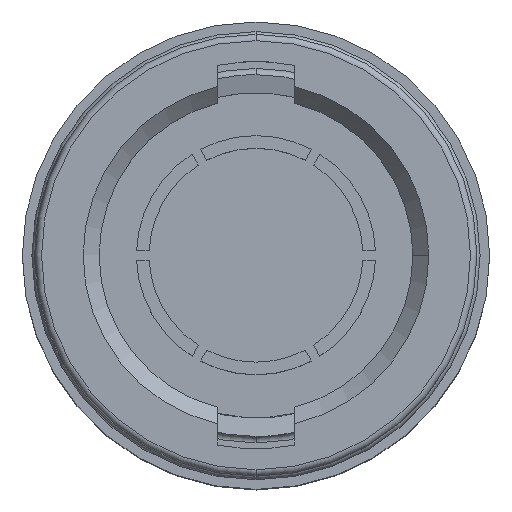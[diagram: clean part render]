
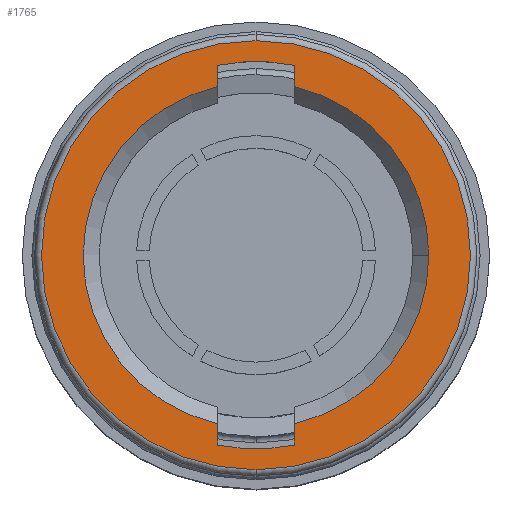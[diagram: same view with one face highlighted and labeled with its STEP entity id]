
A CAD part, top view. The second image highlights one B-rep face of the part: STEP entity #1765.
In plain terms, the highlighted planar face has unit normal (0, 0, 1).
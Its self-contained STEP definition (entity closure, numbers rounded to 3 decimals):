
#46 = CARTESIAN_POINT ( 'NONE',  ( -1.2, -4.751, 0. ) ) ;
#193 = DIRECTION ( 'NONE',  ( 0., 1., 0. ) ) ;
#215 = ORIENTED_EDGE ( 'NONE', *, *, #8279, .F. ) ;
#310 = LINE ( 'NONE', #46, #8546 ) ;
#339 = EDGE_LOOP ( 'NONE', ( #10417, #7958, #1336, #215, #8476, #3459, #3003, #10524, #8345 ) ) ;
#422 = VERTEX_POINT ( 'NONE', #8676 ) ;
#540 = EDGE_CURVE ( 'NONE', #6522, #422, #9501, .T. ) ;
#720 = AXIS2_PLACEMENT_3D ( 'NONE', #6325, #1373, #7161 ) ;
#1008 = CARTESIAN_POINT ( 'NONE',  ( -1.2, 5.93, 0. ) ) ;
#1336 = ORIENTED_EDGE ( 'NONE', *, *, #7554, .F. ) ;
#1373 = DIRECTION ( 'NONE',  ( 0., 0., 1. ) ) ;
#1765 = ADVANCED_FACE ( 'NONE', ( #7015, #4815 ), #5621, .F. ) ;
#1825 = CIRCLE ( 'NONE', #7348, 5.4 ) ;
#1943 = EDGE_CURVE ( 'NONE', #3433, #6386, #1825, .T. ) ;
#2144 = EDGE_CURVE ( 'NONE', #6386, #6522, #310, .T. ) ;
#2195 = CARTESIAN_POINT ( 'NONE',  ( 5.4, 0., 0. ) ) ;
#2295 = CARTESIAN_POINT ( 'NONE',  ( 1.2, 5.93, 0. ) ) ;
#2453 = VERTEX_POINT ( 'NONE', #10192 ) ;
#2478 = DIRECTION ( 'NONE',  ( 0., 1., 0. ) ) ;
#2556 = AXIS2_PLACEMENT_3D ( 'NONE', #2927, #8700, #3751 ) ;
#2599 = CARTESIAN_POINT ( 'NONE',  ( -1.2, 5.265, 0. ) ) ;
#2601 = CIRCLE ( 'NONE', #720, 6.7 ) ;
#2616 = EDGE_CURVE ( 'NONE', #9623, #2799, #4031, .T. ) ;
#2617 = AXIS2_PLACEMENT_3D ( 'NONE', #3847, #7294, #7254 ) ;
#2683 = VERTEX_POINT ( 'NONE', #6655 ) ;
#2776 = VERTEX_POINT ( 'NONE', #8429 ) ;
#2799 = VERTEX_POINT ( 'NONE', #1008 ) ;
#2818 = VECTOR ( 'NONE', #2478, 1000. ) ;
#2826 = ORIENTED_EDGE ( 'NONE', *, *, #5810, .T. ) ;
#2888 = AXIS2_PLACEMENT_3D ( 'NONE', #5576, #10557, #9751 ) ;
#2927 = CARTESIAN_POINT ( 'NONE',  ( 0., 0., 0. ) ) ;
#2986 = DIRECTION ( 'NONE',  ( 0., 0., 1. ) ) ;
#3003 = ORIENTED_EDGE ( 'NONE', *, *, #2144, .F. ) ;
#3152 = ORIENTED_EDGE ( 'NONE', *, *, #3962, .T. ) ;
#3160 = CARTESIAN_POINT ( 'NONE',  ( 0., 0., 0. ) ) ;
#3433 = VERTEX_POINT ( 'NONE', #2599 ) ;
#3459 = ORIENTED_EDGE ( 'NONE', *, *, #540, .F. ) ;
#3517 = CARTESIAN_POINT ( 'NONE',  ( -1.2, -5.265, 0. ) ) ;
#3751 = DIRECTION ( 'NONE',  ( 1., 0., 0. ) ) ;
#3791 = DIRECTION ( 'NONE',  ( 0., 0., 1. ) ) ;
#3847 = CARTESIAN_POINT ( 'NONE',  ( 0., 0., 0. ) ) ;
#3962 = EDGE_CURVE ( 'NONE', #9240, #2453, #2601, .T. ) ;
#3996 = DIRECTION ( 'NONE',  ( -1., 0., 0. ) ) ;
#4031 = CIRCLE ( 'NONE', #6359, 6.05 ) ;
#4343 = AXIS2_PLACEMENT_3D ( 'NONE', #4763, #10559, #5578 ) ;
#4545 = CARTESIAN_POINT ( 'NONE',  ( -1.2, -5.93, 0. ) ) ;
#4605 = CIRCLE ( 'NONE', #4343, 5.4 ) ;
#4763 = CARTESIAN_POINT ( 'NONE',  ( 0., 0., 0. ) ) ;
#4815 = FACE_BOUND ( 'NONE', #339, .T. ) ;
#5007 = VECTOR ( 'NONE', #6322, 1000. ) ;
#5025 = LINE ( 'NONE', #8244, #2818 ) ;
#5576 = CARTESIAN_POINT ( 'NONE',  ( 0., 0., 0. ) ) ;
#5578 = DIRECTION ( 'NONE',  ( 1., 0., 0. ) ) ;
#5621 = PLANE ( 'NONE',  #2888 ) ;
#5698 = EDGE_CURVE ( 'NONE', #2776, #9623, #10322, .T. ) ;
#5758 = DIRECTION ( 'NONE',  ( 0., -1., 0. ) ) ;
#5810 = EDGE_CURVE ( 'NONE', #2453, #9240, #9539, .T. ) ;
#5928 = VERTEX_POINT ( 'NONE', #2195 ) ;
#6322 = DIRECTION ( 'NONE',  ( 0., -1., 0. ) ) ;
#6325 = CARTESIAN_POINT ( 'NONE',  ( 0., 0., 0. ) ) ;
#6359 = AXIS2_PLACEMENT_3D ( 'NONE', #3160, #8935, #3996 ) ;
#6386 = VERTEX_POINT ( 'NONE', #3517 ) ;
#6522 = VERTEX_POINT ( 'NONE', #4545 ) ;
#6655 = CARTESIAN_POINT ( 'NONE',  ( 1.2, -5.265, 0. ) ) ;
#6848 = CIRCLE ( 'NONE', #2556, 5.4 ) ;
#7015 = FACE_OUTER_BOUND ( 'NONE', #10257, .T. ) ;
#7161 = DIRECTION ( 'NONE',  ( 0., 1., 0. ) ) ;
#7191 = LINE ( 'NONE', #9609, #5007 ) ;
#7254 = DIRECTION ( 'NONE',  ( 1., 0., 0. ) ) ;
#7294 = DIRECTION ( 'NONE',  ( 0., 0., 1. ) ) ;
#7317 = AXIS2_PLACEMENT_3D ( 'NONE', #8739, #3791, #9580 ) ;
#7348 = AXIS2_PLACEMENT_3D ( 'NONE', #7922, #2986, #8766 ) ;
#7554 = EDGE_CURVE ( 'NONE', #5928, #2776, #6848, .T. ) ;
#7870 = EDGE_CURVE ( 'NONE', #422, #2683, #5025, .T. ) ;
#7922 = CARTESIAN_POINT ( 'NONE',  ( 0., 0., 0. ) ) ;
#7958 = ORIENTED_EDGE ( 'NONE', *, *, #5698, .F. ) ;
#8121 = VECTOR ( 'NONE', #193, 1000. ) ;
#8244 = CARTESIAN_POINT ( 'NONE',  ( 1.2, -4.751, 0. ) ) ;
#8279 = EDGE_CURVE ( 'NONE', #2683, #5928, #4605, .T. ) ;
#8345 = ORIENTED_EDGE ( 'NONE', *, *, #9353, .F. ) ;
#8429 = CARTESIAN_POINT ( 'NONE',  ( 1.2, 5.265, 0. ) ) ;
#8476 = ORIENTED_EDGE ( 'NONE', *, *, #7870, .F. ) ;
#8546 = VECTOR ( 'NONE', #5758, 1000. ) ;
#8676 = CARTESIAN_POINT ( 'NONE',  ( 1.2, -5.93, 0. ) ) ;
#8700 = DIRECTION ( 'NONE',  ( 0., 0., 1. ) ) ;
#8739 = CARTESIAN_POINT ( 'NONE',  ( 0., 0., 0. ) ) ;
#8766 = DIRECTION ( 'NONE',  ( 1., 0., 0. ) ) ;
#8935 = DIRECTION ( 'NONE',  ( 0., 0., 1. ) ) ;
#9240 = VERTEX_POINT ( 'NONE', #10305 ) ;
#9353 = EDGE_CURVE ( 'NONE', #2799, #3433, #7191, .T. ) ;
#9501 = CIRCLE ( 'NONE', #2617, 6.05 ) ;
#9539 = CIRCLE ( 'NONE', #7317, 6.7 ) ;
#9580 = DIRECTION ( 'NONE',  ( 0., 1., 0. ) ) ;
#9609 = CARTESIAN_POINT ( 'NONE',  ( -1.2, 4.751, 0. ) ) ;
#9623 = VERTEX_POINT ( 'NONE', #2295 ) ;
#9751 = DIRECTION ( 'NONE',  ( 0., 1., 0. ) ) ;
#10075 = CARTESIAN_POINT ( 'NONE',  ( 1.2, 4.751, 0. ) ) ;
#10192 = CARTESIAN_POINT ( 'NONE',  ( 0., 6.7, 0. ) ) ;
#10257 = EDGE_LOOP ( 'NONE', ( #2826, #3152 ) ) ;
#10305 = CARTESIAN_POINT ( 'NONE',  ( 0., -6.7, 0. ) ) ;
#10322 = LINE ( 'NONE', #10075, #8121 ) ;
#10417 = ORIENTED_EDGE ( 'NONE', *, *, #2616, .F. ) ;
#10524 = ORIENTED_EDGE ( 'NONE', *, *, #1943, .F. ) ;
#10557 = DIRECTION ( 'NONE',  ( 0., 0., -1. ) ) ;
#10559 = DIRECTION ( 'NONE',  ( 0., 0., 1. ) ) ;
